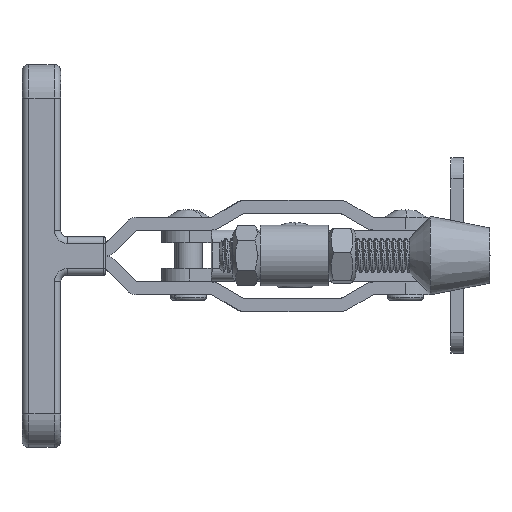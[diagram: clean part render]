
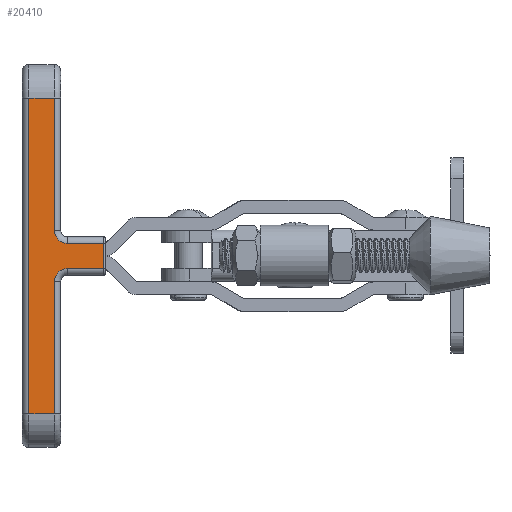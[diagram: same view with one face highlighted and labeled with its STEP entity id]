
A CAD part, left-side view. The second image highlights one B-rep face of the part: STEP entity #20410.
In plain terms, the highlighted face is planar.
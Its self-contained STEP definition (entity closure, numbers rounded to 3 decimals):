
#36 = DIRECTION ( 'NONE',  ( 1., 0., 0. ) ) ;
#280 = EDGE_CURVE ( 'NONE', #969, #24899, #19420, .T. ) ;
#392 = VERTEX_POINT ( 'NONE', #15060 ) ;
#708 = CARTESIAN_POINT ( 'NONE',  ( 15., 3., -1.5 ) ) ;
#863 = DIRECTION ( 'NONE',  ( 1., 0., 0. ) ) ;
#908 = ORIENTED_EDGE ( 'NONE', *, *, #11818, .T. ) ;
#969 = VERTEX_POINT ( 'NONE', #12351 ) ;
#1191 = LINE ( 'NONE', #15526, #13184 ) ;
#1583 = DIRECTION ( 'NONE',  ( 1., 0., 0. ) ) ;
#1633 = DIRECTION ( 'NONE',  ( 0., 0., 1. ) ) ;
#1719 = ORIENTED_EDGE ( 'NONE', *, *, #2629, .F. ) ;
#1970 = CARTESIAN_POINT ( 'NONE',  ( 3., -37.1, -1.5 ) ) ;
#2156 = VECTOR ( 'NONE', #1583, 1000. ) ;
#2276 = CARTESIAN_POINT ( 'NONE',  ( -3., -37.1, -1.5 ) ) ;
#2629 = EDGE_CURVE ( 'NONE', #969, #29972, #18552, .T. ) ;
#2936 = ORIENTED_EDGE ( 'NONE', *, *, #19771, .F. ) ;
#3054 = LINE ( 'NONE', #12893, #9827 ) ;
#3072 = ORIENTED_EDGE ( 'NONE', *, *, #9473, .T. ) ;
#3185 = CARTESIAN_POINT ( 'NONE',  ( -3., 37.1, -1.5 ) ) ;
#3637 = VECTOR ( 'NONE', #5688, 1000. ) ;
#5213 = ORIENTED_EDGE ( 'NONE', *, *, #280, .T. ) ;
#5293 = CARTESIAN_POINT ( 'NONE',  ( 3., 37.1, -1.5 ) ) ;
#5423 = DIRECTION ( 'NONE',  ( 0., -1., 0. ) ) ;
#5688 = DIRECTION ( 'NONE',  ( 0., -1., 0. ) ) ;
#6054 = EDGE_CURVE ( 'NONE', #12431, #29972, #1191, .T. ) ;
#6328 = ORIENTED_EDGE ( 'NONE', *, *, #23245, .T. ) ;
#7193 = VERTEX_POINT ( 'NONE', #1970 ) ;
#9473 = EDGE_CURVE ( 'NONE', #20549, #20542, #23529, .T. ) ;
#9827 = VECTOR ( 'NONE', #28233, 1000. ) ;
#10017 = AXIS2_PLACEMENT_3D ( 'NONE', #30508, #30169, #29960 ) ;
#10300 = CARTESIAN_POINT ( 'NONE',  ( -4.5, -37.1, -1.5 ) ) ;
#10401 = LINE ( 'NONE', #18355, #3637 ) ;
#10767 = DIRECTION ( 'NONE',  ( 0., 1., 0. ) ) ;
#11806 = CARTESIAN_POINT ( 'NONE',  ( -4.5, 37.1, -1.5 ) ) ;
#11818 = EDGE_CURVE ( 'NONE', #20542, #12431, #29389, .T. ) ;
#11973 = CARTESIAN_POINT ( 'NONE',  ( 14.5, -3., -1.5 ) ) ;
#12351 = CARTESIAN_POINT ( 'NONE',  ( 6., 3., -1.5 ) ) ;
#12431 = VERTEX_POINT ( 'NONE', #5293 ) ;
#12893 = CARTESIAN_POINT ( 'NONE',  ( 14.5, 37.1, -1.5 ) ) ;
#13131 = VECTOR ( 'NONE', #13798, 1000. ) ;
#13184 = VECTOR ( 'NONE', #5423, 1000. ) ;
#13364 = EDGE_CURVE ( 'NONE', #20549, #7193, #21746, .T. ) ;
#13798 = DIRECTION ( 'NONE',  ( -1., 0., 0. ) ) ;
#13898 = CARTESIAN_POINT ( 'NONE',  ( 6., -6., -1.5 ) ) ;
#14364 = CARTESIAN_POINT ( 'NONE',  ( -4.5, 37.1, -1.5 ) ) ;
#15046 = CARTESIAN_POINT ( 'NONE',  ( -3., 37.1, -1.5 ) ) ;
#15060 = CARTESIAN_POINT ( 'NONE',  ( 6., -3., -1.5 ) ) ;
#15262 = CARTESIAN_POINT ( 'NONE',  ( 14.5, 3., -1.5 ) ) ;
#15526 = CARTESIAN_POINT ( 'NONE',  ( 3., 37.1, -1.5 ) ) ;
#16051 = ORIENTED_EDGE ( 'NONE', *, *, #24964, .T. ) ;
#16260 = CARTESIAN_POINT ( 'NONE',  ( 4.5, -3., -1.5 ) ) ;
#16371 = EDGE_CURVE ( 'NONE', #21886, #7193, #10401, .T. ) ;
#16468 = DIRECTION ( 'NONE',  ( 0., -1., 0. ) ) ;
#16706 = VECTOR ( 'NONE', #10767, 1000. ) ;
#16978 = PLANE ( 'NONE',  #30723 ) ;
#18243 = ORIENTED_EDGE ( 'NONE', *, *, #13364, .F. ) ;
#18355 = CARTESIAN_POINT ( 'NONE',  ( 3., 37.1, -1.5 ) ) ;
#18552 = CIRCLE ( 'NONE', #10017, 3. ) ;
#18677 = ORIENTED_EDGE ( 'NONE', *, *, #16371, .T. ) ;
#19420 = LINE ( 'NONE', #708, #30602 ) ;
#19525 = DIRECTION ( 'NONE',  ( 0., -1., 0. ) ) ;
#19771 = EDGE_CURVE ( 'NONE', #21886, #392, #22916, .T. ) ;
#20410 = ADVANCED_FACE ( 'NONE', ( #29673 ), #16978, .F. ) ;
#20542 = VERTEX_POINT ( 'NONE', #15046 ) ;
#20549 = VERTEX_POINT ( 'NONE', #2276 ) ;
#20732 = LINE ( 'NONE', #16260, #13131 ) ;
#20915 = VECTOR ( 'NONE', #36, 1000. ) ;
#21451 = CARTESIAN_POINT ( 'NONE',  ( 3., -6., -1.5 ) ) ;
#21734 = AXIS2_PLACEMENT_3D ( 'NONE', #13898, #31775, #16468 ) ;
#21746 = LINE ( 'NONE', #10300, #20915 ) ;
#21886 = VERTEX_POINT ( 'NONE', #21451 ) ;
#22916 = CIRCLE ( 'NONE', #21734, 3. ) ;
#23245 = EDGE_CURVE ( 'NONE', #23455, #392, #20732, .T. ) ;
#23455 = VERTEX_POINT ( 'NONE', #11973 ) ;
#23529 = LINE ( 'NONE', #3185, #16706 ) ;
#24235 = EDGE_LOOP ( 'NONE', ( #5213, #16051, #6328, #2936, #18677, #18243, #3072, #908, #33028, #1719 ) ) ;
#24899 = VERTEX_POINT ( 'NONE', #15262 ) ;
#24964 = EDGE_CURVE ( 'NONE', #24899, #23455, #3054, .T. ) ;
#27112 = CARTESIAN_POINT ( 'NONE',  ( 3., 6., -1.5 ) ) ;
#28233 = DIRECTION ( 'NONE',  ( 0., -1., 0. ) ) ;
#29389 = LINE ( 'NONE', #14364, #2156 ) ;
#29673 = FACE_OUTER_BOUND ( 'NONE', #24235, .T. ) ;
#29960 = DIRECTION ( 'NONE',  ( 0., -1., 0. ) ) ;
#29972 = VERTEX_POINT ( 'NONE', #27112 ) ;
#30169 = DIRECTION ( 'NONE',  ( 0., 0., -1. ) ) ;
#30508 = CARTESIAN_POINT ( 'NONE',  ( 6., 6., -1.5 ) ) ;
#30602 = VECTOR ( 'NONE', #863, 1000. ) ;
#30723 = AXIS2_PLACEMENT_3D ( 'NONE', #11806, #1633, #19525 ) ;
#31775 = DIRECTION ( 'NONE',  ( 0., 0., -1. ) ) ;
#33028 = ORIENTED_EDGE ( 'NONE', *, *, #6054, .T. ) ;
